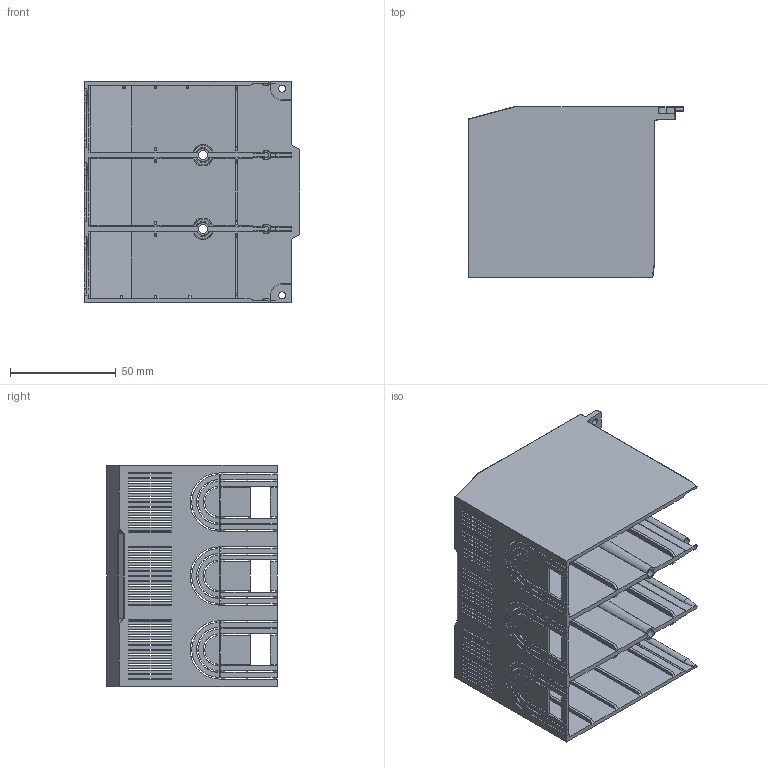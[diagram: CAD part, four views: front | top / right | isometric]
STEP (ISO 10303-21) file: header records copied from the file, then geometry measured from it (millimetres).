
FILE_DESCRIPTION(/* description */ (''),/* implementation_level */ '2;1');
FILE_NAME(/* name */ 'FILE_STP_CAD_DRAWING_3D_P5X831L_prt.stp',/* time_stamp */ '2025-07-28T15:47:39+02:00',/* author */ (''),/* organization */ (''),/* preprocessor_version */ 'ST-DEVELOPER v20',/* originating_system */ 'SIEMENS PLM Software NX2406.8500',/* authorisation */ '');
FILE_SCHEMA (('AUTOMOTIVE_DESIGN { 1 0 10303 214 3 1 1 1 }'));
Length unit declared in the file: millimetre
Products named in the file (1): 3D_P5X831L
Bounding box: 102 x 80.8 x 105 mm (x, y, z)
Surface area: 101348.5 mm2 (no closed solid volume)
Topology: 0 solids, 1 shells, 677 faces, 2810 edges, 1828 vertices
Faces by surface type: plane 418, cylinder 183, cone 49, torus 19, bspline 6, sphere 2
Entity records: 29828 total; most frequent: CARTESIAN_POINT 7236, ORIENTED_EDGE 4578, DIRECTION 4326, EDGE_CURVE 2809, LINE 2052, VECTOR 2052, VERTEX_POINT 1827, AXIS2_PLACEMENT_3D 1137
